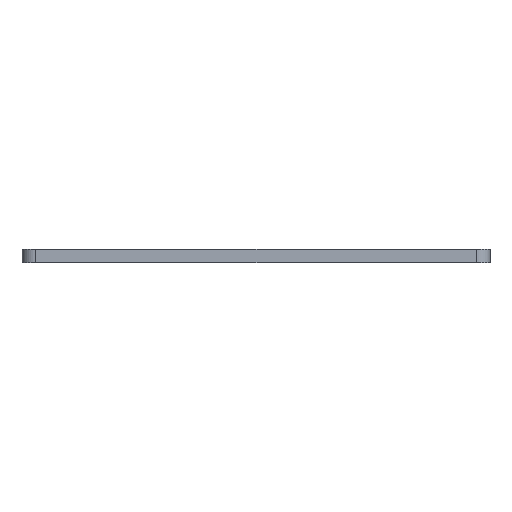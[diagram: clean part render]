
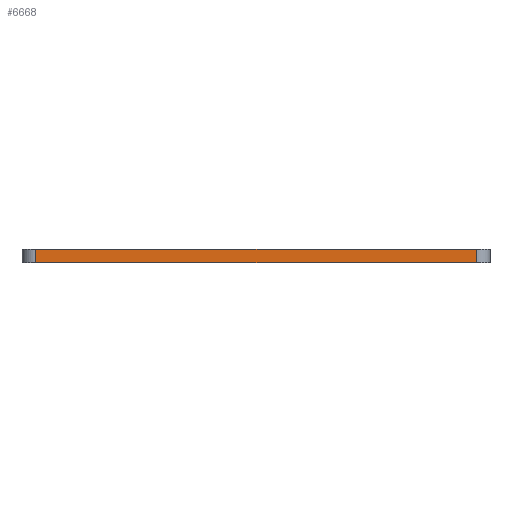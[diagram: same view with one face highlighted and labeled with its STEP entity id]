
A CAD part, left-side view. The second image highlights one B-rep face of the part: STEP entity #6668.
In plain terms, the highlighted planar face has unit normal (-1, 0, 0).
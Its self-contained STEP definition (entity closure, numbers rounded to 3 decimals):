
#325=CARTESIAN_POINT('',(-9.,-6.5,1.));
#326=VERTEX_POINT('',#325);
#334=CARTESIAN_POINT('',(-9.,57.5,1.));
#335=VERTEX_POINT('',#334);
#336=CARTESIAN_POINT('',(-9.,-6.5,1.));
#337=DIRECTION('',(0.,1.,0.));
#338=VECTOR('',#337,64.);
#339=LINE('',#336,#338);
#340=EDGE_CURVE('',#326,#335,#339,.T.);
#2468=CARTESIAN_POINT('',(-9.,57.5,3.));
#2469=VERTEX_POINT('',#2468);
#2470=CARTESIAN_POINT('',(-9.,-6.5,3.));
#2471=VERTEX_POINT('',#2470);
#2472=CARTESIAN_POINT('',(-9.,57.5,3.));
#2473=DIRECTION('',(0.,-1.,0.));
#2474=VECTOR('',#2473,64.);
#2475=LINE('',#2472,#2474);
#2476=EDGE_CURVE('',#2469,#2471,#2475,.T.);
#6647=CARTESIAN_POINT('',(-9.,-4.25,-1.));
#6648=DIRECTION('',(-1.,0.,0.));
#6649=DIRECTION('',(0.,0.,1.));
#6650=AXIS2_PLACEMENT_3D('',#6647,#6648,#6649);
#6651=PLANE('',#6650);
#6652=ORIENTED_EDGE('',*,*,#340,.F.);
#6653=CARTESIAN_POINT('',(-9.,-6.5,1.));
#6654=DIRECTION('',(-0.,-0.,1.));
#6655=VECTOR('',#6654,2.);
#6656=LINE('',#6653,#6655);
#6657=EDGE_CURVE('',#326,#2471,#6656,.T.);
#6658=ORIENTED_EDGE('',*,*,#6657,.T.);
#6659=ORIENTED_EDGE('',*,*,#2476,.F.);
#6660=CARTESIAN_POINT('',(-9.,57.5,3.));
#6661=DIRECTION('',(0.,0.,-1.));
#6662=VECTOR('',#6661,2.);
#6663=LINE('',#6660,#6662);
#6664=EDGE_CURVE('',#2469,#335,#6663,.T.);
#6665=ORIENTED_EDGE('',*,*,#6664,.T.);
#6666=EDGE_LOOP('',(#6652,#6658,#6659,#6665));
#6667=FACE_BOUND('',#6666,.T.);
#6668=ADVANCED_FACE('',(#6667),#6651,.T.);
